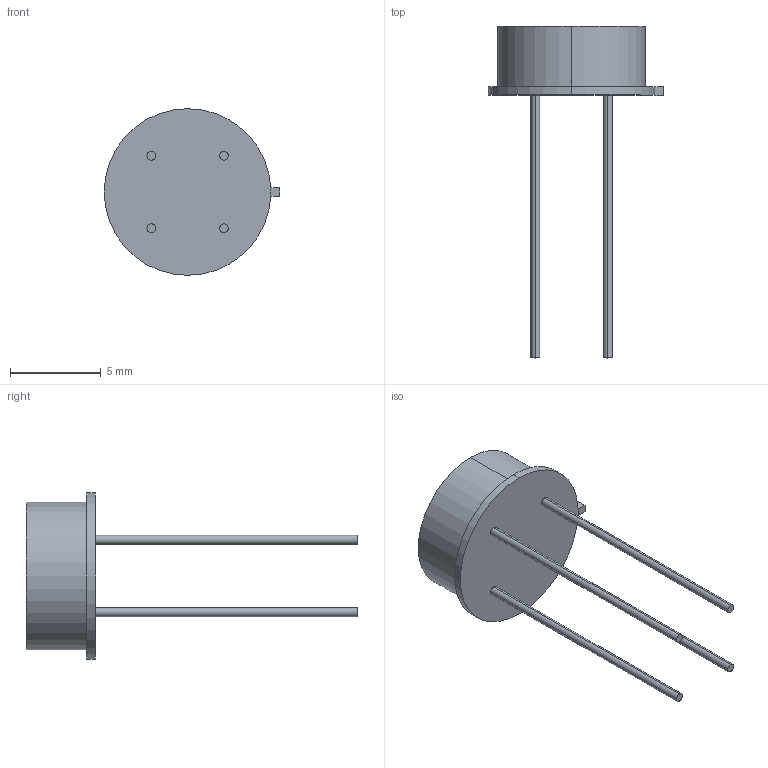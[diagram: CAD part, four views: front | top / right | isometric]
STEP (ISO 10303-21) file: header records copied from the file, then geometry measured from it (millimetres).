
FILE_DESCRIPTION (( 'STEP AP214' ), '1' );
FILE_NAME ('SF_QGC_L9.19W9.19H18.3T3.8.STEP', '2019-12-11T14:54:06', ( '' ), ( '' ), 'SwSTEP 2.0', 'SolidWorks 2014', '' );
FILE_SCHEMA (( 'AUTOMOTIVE_DESIGN' ));
Length unit declared in the file: millimetre
Products named in the file (1): SF_QGC_L9.19W9.19H18.3T3.8
Bounding box: 9.68 x 18.3 x 9.19 mm (x, y, z)
Volume: 215.3 mm3; surface area: 320.1 mm2
Topology: 1 solids, 1 shells, 89 faces, 229 edges, 152 vertices
Faces by surface type: plane 75, cylinder 14
Entity records: 3688 total; most frequent: CARTESIAN_POINT 471, ORIENTED_EDGE 458, DIRECTION 437, EDGE_CURVE 229, VECTOR 201, LINE 201, VERTEX_POINT 152, AXIS2_PLACEMENT_3D 118
